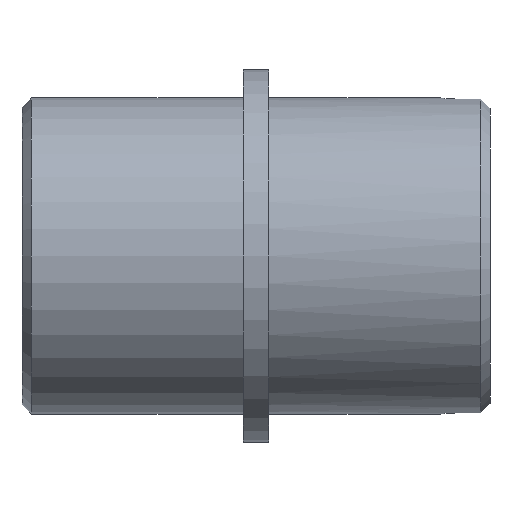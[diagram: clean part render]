
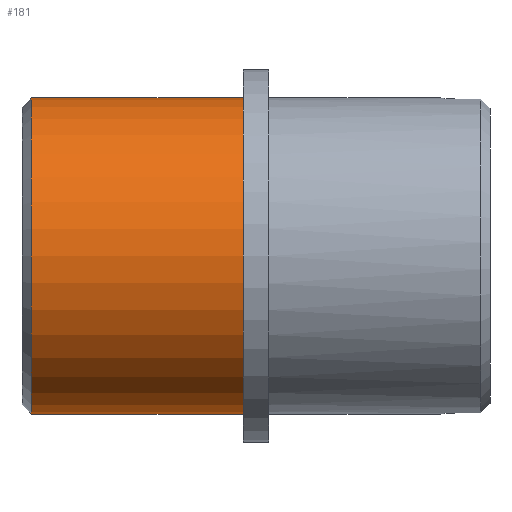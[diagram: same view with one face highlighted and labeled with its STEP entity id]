
A CAD part, front view. The second image highlights one B-rep face of the part: STEP entity #181.
In plain terms, the highlighted cylindrical face has radius 25 mm (diameter 50 mm), a partial arc.
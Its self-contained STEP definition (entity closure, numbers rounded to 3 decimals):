
#55 = AXIS2_PLACEMENT_3D ( 'NONE', #1053, #1048, #1047 ) ;
#57 = AXIS2_PLACEMENT_3D ( 'NONE', #1059, #1058, #1057 ) ;
#69 = AXIS2_PLACEMENT_3D ( 'NONE', #968, #969, #973 ) ;
#111 = EDGE_CURVE ( 'NONE', #608, #582, #544, .T. ) ;
#112 = EDGE_CURVE ( 'NONE', #606, #561, #543, .T. ) ;
#161 = EDGE_CURVE ( 'NONE', #608, #606, #371, .T. ) ;
#162 = EDGE_CURVE ( 'NONE', #561, #582, #370, .T. ) ;
#181 = ADVANCED_FACE ( 'NONE', ( #453 ), #445, .T. ) ;
#326 = DIRECTION ( 'NONE',  ( -1., 0., 0. ) ) ;
#327 = CARTESIAN_POINT ( 'NONE',  ( 0., 0., 25. ) ) ;
#335 = DIRECTION ( 'NONE',  ( -1., 0., 0. ) ) ;
#336 = CARTESIAN_POINT ( 'NONE',  ( 0., 0., -25. ) ) ;
#370 = CIRCLE ( 'NONE', #55, 25. ) ;
#371 = CIRCLE ( 'NONE', #57, 25. ) ;
#445 = CYLINDRICAL_SURFACE ( 'NONE', #69, 25. ) ;
#453 = FACE_OUTER_BOUND ( 'NONE', #628, .T. ) ;
#540 = VECTOR ( 'NONE', #326, 1000. ) ;
#542 = VECTOR ( 'NONE', #335, 1000. ) ;
#543 = LINE ( 'NONE', #327, #540 ) ;
#544 = LINE ( 'NONE', #336, #542 ) ;
#561 = VERTEX_POINT ( 'NONE', #861 ) ;
#582 = VERTEX_POINT ( 'NONE', #831 ) ;
#606 = VERTEX_POINT ( 'NONE', #806 ) ;
#608 = VERTEX_POINT ( 'NONE', #804 ) ;
#628 = EDGE_LOOP ( 'NONE', ( #736, #737, #738, #739 ) ) ;
#736 = ORIENTED_EDGE ( 'NONE', *, *, #111, .F. ) ;
#737 = ORIENTED_EDGE ( 'NONE', *, *, #161, .T. ) ;
#738 = ORIENTED_EDGE ( 'NONE', *, *, #112, .T. ) ;
#739 = ORIENTED_EDGE ( 'NONE', *, *, #162, .T. ) ;
#804 = CARTESIAN_POINT ( 'NONE',  ( 35., 0., -25. ) ) ;
#806 = CARTESIAN_POINT ( 'NONE',  ( 35., 0., 25. ) ) ;
#831 = CARTESIAN_POINT ( 'NONE',  ( 1.5, 0., -25. ) ) ;
#861 = CARTESIAN_POINT ( 'NONE',  ( 1.5, 0., 25. ) ) ;
#968 = CARTESIAN_POINT ( 'NONE',  ( 0., 0., 0. ) ) ;
#969 = DIRECTION ( 'NONE',  ( -1., 0., 0. ) ) ;
#973 = DIRECTION ( 'NONE',  ( 0., 0., 1. ) ) ;
#1047 = DIRECTION ( 'NONE',  ( 0., 0., -1. ) ) ;
#1048 = DIRECTION ( 'NONE',  ( 1., 0., 0. ) ) ;
#1053 = CARTESIAN_POINT ( 'NONE',  ( 1.5, 0., 0. ) ) ;
#1057 = DIRECTION ( 'NONE',  ( 0., 0., 1. ) ) ;
#1058 = DIRECTION ( 'NONE',  ( -1., 0., 0. ) ) ;
#1059 = CARTESIAN_POINT ( 'NONE',  ( 35., 0., 0. ) ) ;
